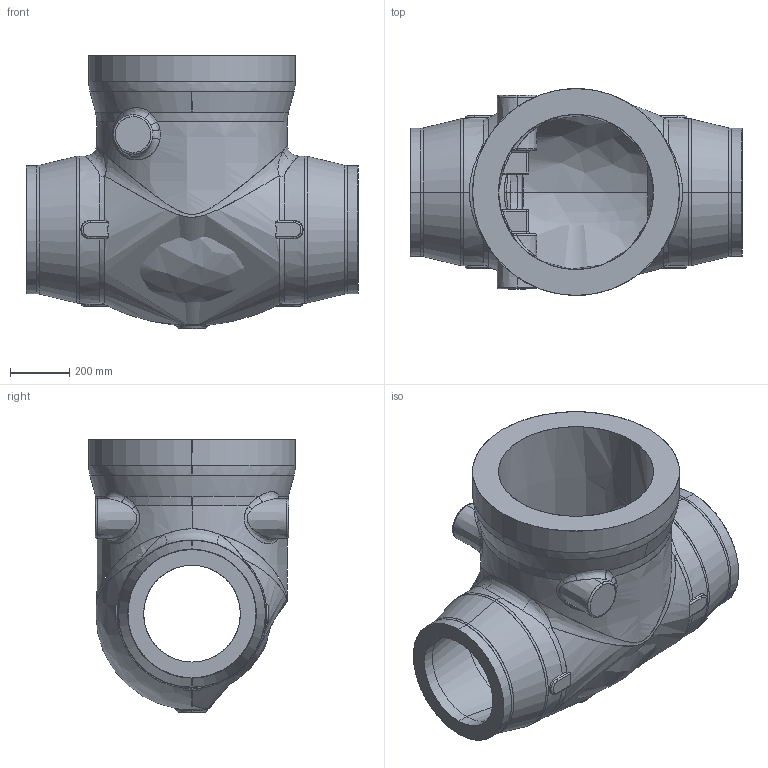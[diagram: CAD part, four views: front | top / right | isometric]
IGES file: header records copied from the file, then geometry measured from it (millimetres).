
Start section: SolidWorks IGES file using analytic representation for surfaces
Global section: file name: 16 In buttweld end IT7 top pattern middle 2.IGS; native system: SolidWorks 2023; preprocessor: SolidWorks 2023; author: Admin; date: 240320.164239; units: millimetre
Bounding box: 1116.9 x 695.8 x 921.03 mm (x, y, z)
Surface area: 4808290.3 mm2 (no closed solid volume)
Topology: 0 solids, 0 shells, 228 faces, 3882 edges, 3875 vertices
Faces by surface type: bspline 137, revolution 91
